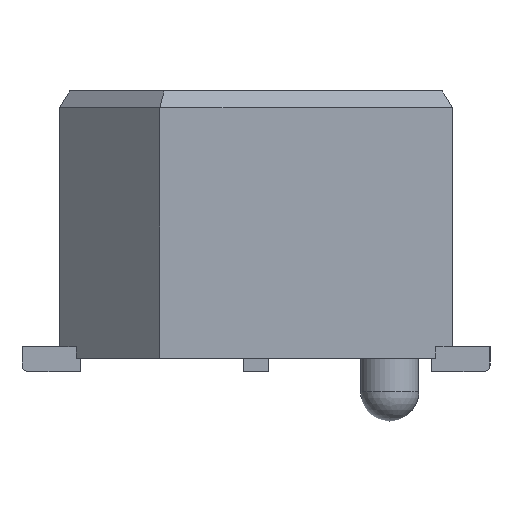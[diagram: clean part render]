
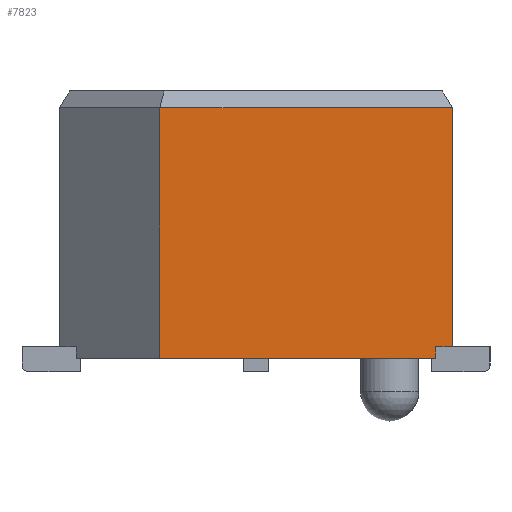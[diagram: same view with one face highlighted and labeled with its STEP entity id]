
A CAD part, left-side view. The second image highlights one B-rep face of the part: STEP entity #7823.
In plain terms, the highlighted planar face has unit normal (-1, 0, 0).
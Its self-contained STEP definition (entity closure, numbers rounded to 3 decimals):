
#311=FACE_OUTER_BOUND($,#721,.T.);
#721=EDGE_LOOP($,(#5987,#5988,#5989,#5990,#5991,#5992));
#1264=LINE($,#11172,#2338);
#1405=LINE($,#11420,#2479);
#1453=LINE($,#11524,#2527);
#1464=LINE($,#11544,#2538);
#1465=LINE($,#11547,#2539);
#1466=LINE($,#11548,#2540);
#2338=VECTOR($,#9000,4.191);
#2479=VECTOR($,#9197,4.445);
#2527=VECTOR($,#9337,3.81);
#2538=VECTOR($,#9356,3.632);
#2539=VECTOR($,#9359,0.178);
#2540=VECTOR($,#9360,0.254);
#3347=VERTEX_POINT($,#11169);
#3348=VERTEX_POINT($,#11171);
#3426=VERTEX_POINT($,#11418);
#3427=VERTEX_POINT($,#11419);
#3442=VERTEX_POINT($,#11542);
#3443=VERTEX_POINT($,#11546);
#4170=EDGE_CURVE($,#3348,#3347,#1264,.T.);
#4313=EDGE_CURVE($,#3426,#3427,#1405,.T.);
#4361=EDGE_CURVE($,#3426,#3348,#1453,.T.);
#4372=EDGE_CURVE($,#3427,#3442,#1464,.T.);
#4373=EDGE_CURVE($,#3443,#3347,#1465,.T.);
#4374=EDGE_CURVE($,#3442,#3443,#1466,.T.);
#5987=ORIENTED_EDGE($,*,*,#4373,.F.);
#5988=ORIENTED_EDGE($,*,*,#4374,.F.);
#5989=ORIENTED_EDGE($,*,*,#4372,.F.);
#5990=ORIENTED_EDGE($,*,*,#4313,.F.);
#5991=ORIENTED_EDGE($,*,*,#4361,.T.);
#5992=ORIENTED_EDGE($,*,*,#4170,.T.);
#7470=PLANE($,#8225);
#7823=ADVANCED_FACE($,(#311),#7470,.F.);
#8225=AXIS2_PLACEMENT_3D($,#11545,#9357,#9358);
#9000=DIRECTION($,(0.,-1.,0.));
#9197=DIRECTION($,(0.,-1.,0.));
#9337=DIRECTION($,(0.,0.,-1.));
#9356=DIRECTION($,(0.,0.,-1.));
#9357=DIRECTION('center_axis',(1.,0.,0.));
#9358=DIRECTION('ref_axis',(0.,1.,0.));
#9359=DIRECTION($,(0.,0.,-1.));
#9360=DIRECTION($,(0.,1.,0.));
#11169=CARTESIAN_POINT('',(-10.008,-2.731,0.203));
#11171=CARTESIAN_POINT('',(-10.008,1.461,0.203));
#11172=CARTESIAN_POINT($,(-10.008,1.461,0.203));
#11418=CARTESIAN_POINT('',(-10.008,1.461,4.013));
#11419=CARTESIAN_POINT('',(-10.008,-2.985,4.013));
#11420=CARTESIAN_POINT($,(-10.008,1.461,4.013));
#11524=CARTESIAN_POINT($,(-10.008,1.461,4.013));
#11542=CARTESIAN_POINT('',(-10.008,-2.985,0.381));
#11544=CARTESIAN_POINT($,(-10.008,-2.985,4.013));
#11545=CARTESIAN_POINT('Origin',(-10.008,1.461,4.013));
#11546=CARTESIAN_POINT('',(-10.008,-2.731,0.381));
#11547=CARTESIAN_POINT($,(-10.008,-2.731,4.013));
#11548=CARTESIAN_POINT($,(-10.008,1.461,0.381));
